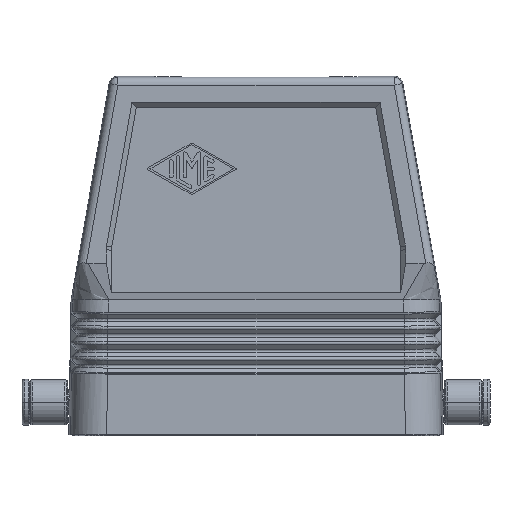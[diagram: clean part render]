
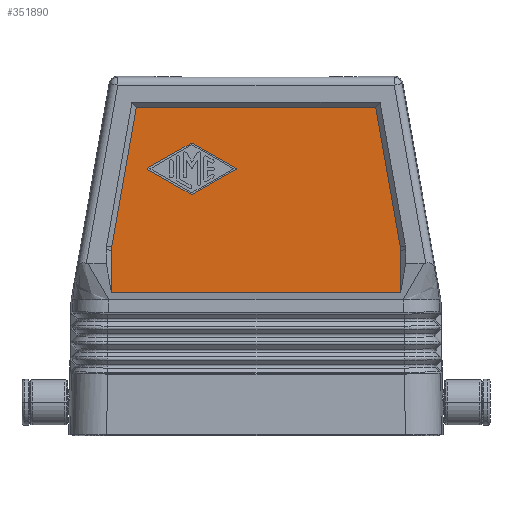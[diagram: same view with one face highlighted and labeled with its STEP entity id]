
A CAD part, left-side view. The second image highlights one B-rep face of the part: STEP entity #351890.
In plain terms, the highlighted planar face has unit normal (-1, 0, 0).
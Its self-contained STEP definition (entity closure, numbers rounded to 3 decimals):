
#175260=CARTESIAN_POINT('',(74.12,-0.695,
36.859));
#175270=VERTEX_POINT('',#175260);
#175450=CARTESIAN_POINT('',(74.12,-0.759,
36.123));
#175460=VERTEX_POINT('',#175450);
#175490=CARTESIAN_POINT('',(74.12,7.729,
35.752));
#175500=DIRECTION('',(1.,0.,0.));
#175510=DIRECTION('',(0.,0.996,-0.087));
#175520=AXIS2_PLACEMENT_3D('',#175490,#175500,#175510);
#175530=ELLIPSE('',#175520,8.504,6.002);
#175540=EDGE_CURVE('',#175270,#175460,#175530,.T.);
#203890=CARTESIAN_POINT('',(74.12,-0.759,
27.871));
#203900=VERTEX_POINT('',#203890);
#203930=CARTESIAN_POINT('',(74.12,-0.759,
34.229));
#203940=DIRECTION('',(0.,0.,1.));
#203950=VECTOR('',#203940,1.);
#203960=LINE('',#203930,#203950);
#203970=EDGE_CURVE('',#203900,#175460,#203960,.T.);
#259610=CARTESIAN_POINT('',(74.12,-1.158,
34.229));
#259620=DIRECTION('',(0.,0.174,0.985));
#259630=VECTOR('',#259620,1.);
#259640=LINE('',#259610,#259630);
#259650=CARTESIAN_POINT('',(74.12,4.087,
64.));
#259660=VERTEX_POINT('',#259650);
#259670=EDGE_CURVE('',#175270,#259660,#259640,.T.);
#349450=CARTESIAN_POINT('',(74.12,25.163,
64.));
#349460=DIRECTION('',(0.,1.,0.));
#349470=VECTOR('',#349460,1.);
#349480=LINE('',#349450,#349470);
#349490=CARTESIAN_POINT('',(74.12,50.734,
64.));
#349500=VERTEX_POINT('',#349490);
#349510=EDGE_CURVE('',#259660,#349500,#349480,.T.);
#349830=CARTESIAN_POINT('',(74.12,55.979,
34.229));
#349840=DIRECTION('',(0.,-0.174,0.985));
#349850=VECTOR('',#349840,1.);
#349860=LINE('',#349830,#349850);
#349870=CARTESIAN_POINT('',(74.12,55.515,
36.865));
#349880=VERTEX_POINT('',#349870);
#349890=EDGE_CURVE('',#349880,#349500,#349860,.T.);
#350510=CARTESIAN_POINT('',(74.12,55.579,
34.229));
#350520=DIRECTION('',(0.,-0.,1.));
#350530=VECTOR('',#350520,1.);
#350540=LINE('',#350510,#350530);
#350550=CARTESIAN_POINT('',(74.12,55.579,
27.871));
#350560=VERTEX_POINT('',#350550);
#350570=CARTESIAN_POINT('',(74.12,55.579,
36.129));
#350580=VERTEX_POINT('',#350570);
#350590=EDGE_CURVE('',#350560,#350580,#350540,.T.);
#350930=CARTESIAN_POINT('',(74.12,54.827,
50.993));
#350940=DIRECTION('',(1.,0.,0.));
#350950=DIRECTION('',(0.,1.,0.));
#350960=AXIS2_PLACEMENT_3D('',#350930,#350940,#350950);
#350970=PLANE('',#350960);
#350980=ORIENTED_EDGE('',*,*,#350590,.F.);
#350990=CARTESIAN_POINT('',(74.12,47.091,
35.758));
#351000=DIRECTION('',(1.,0.,0.));
#351010=DIRECTION('',(0.,0.996,0.087));
#351020=AXIS2_PLACEMENT_3D('',#350990,#351000,#351010);
#351030=ELLIPSE('',#351020,8.504,6.002);
#351040=EDGE_CURVE('',#350580,#349880,#351030,.T.);
#351050=ORIENTED_EDGE('',*,*,#351040,.F.);
#351060=ORIENTED_EDGE('',*,*,#349890,.F.);
#351070=ORIENTED_EDGE('',*,*,#349510,.T.);
#351080=ORIENTED_EDGE('',*,*,#259670,.T.);
#351090=ORIENTED_EDGE('',*,*,#175540,.F.);
#351100=ORIENTED_EDGE('',*,*,#203970,.T.);
#351110=CARTESIAN_POINT('',(74.12,25.163,
27.871));
#351120=DIRECTION('',(0.,1.,0.));
#351130=VECTOR('',#351120,1.);
#351140=LINE('',#351110,#351130);
#351150=EDGE_CURVE('',#203900,#350560,#351140,.T.);
#351160=ORIENTED_EDGE('',*,*,#351150,.F.);
#351170=EDGE_LOOP('',(#351160,#351100,#351090,#351080,#351070,#351060,
#351050,#350980));
#351180=FACE_OUTER_BOUND('',#351170,.T.);
#351190=CARTESIAN_POINT('',(74.12,25.163,
55.377));
#351200=DIRECTION('',(0.,-0.868,0.496));
#351210=VECTOR('',#351200,1.);
#351220=LINE('',#351190,#351210);
#351230=CARTESIAN_POINT('',(74.12,39.74,
47.044));
#351240=VERTEX_POINT('',#351230);
#351250=CARTESIAN_POINT('',(74.12,31.324,
51.855));
#351260=VERTEX_POINT('',#351250);
#351270=EDGE_CURVE('',#351240,#351260,#351220,.T.);
#351280=ORIENTED_EDGE('',*,*,#351270,.F.);
#351290=CARTESIAN_POINT('',(74.12,31.407,52.));
#351300=DIRECTION('',(-1.,0.,0.));
#351310=DIRECTION('',(0.,-1.,0.));
#351320=AXIS2_PLACEMENT_3D('',#351290,#351300,#351310);
#351330=CIRCLE('',#351320,0.167);
#351340=CARTESIAN_POINT('',(74.12,31.324,
52.145));
#351350=VERTEX_POINT('',#351340);
#351360=EDGE_CURVE('',#351260,#351350,#351330,.T.);
#351370=ORIENTED_EDGE('',*,*,#351360,.F.);
#351380=CARTESIAN_POINT('',(74.12,25.163,
48.623));
#351390=DIRECTION('',(0.,0.868,0.496));
#351400=VECTOR('',#351390,1.);
#351410=LINE('',#351380,#351400);
#351420=CARTESIAN_POINT('',(74.12,39.74,
56.956));
#351430=VERTEX_POINT('',#351420);
#351440=EDGE_CURVE('',#351350,#351430,#351410,.T.);
#351450=ORIENTED_EDGE('',*,*,#351440,.F.);
#351460=CARTESIAN_POINT('',(74.12,39.906,56.666));
#351470=DIRECTION('',(-1.,0.,0.));
#351480=DIRECTION('',(0.,-1.,0.));
#351490=AXIS2_PLACEMENT_3D('',#351460,#351470,#351480);
#351500=CIRCLE('',#351490,0.333);
#351510=CARTESIAN_POINT('',(74.12,40.071,
56.956));
#351520=VERTEX_POINT('',#351510);
#351530=EDGE_CURVE('',#351430,#351520,#351500,.T.);
#351540=ORIENTED_EDGE('',*,*,#351530,.F.);
#351550=CARTESIAN_POINT('',(74.12,25.163,
65.477));
#351560=DIRECTION('',(0.,0.868,-0.496));
#351570=VECTOR('',#351560,1.);
#351580=LINE('',#351550,#351570);
#351590=CARTESIAN_POINT('',(74.12,48.487,
52.145));
#351600=VERTEX_POINT('',#351590);
#351610=EDGE_CURVE('',#351520,#351600,#351580,.T.);
#351620=ORIENTED_EDGE('',*,*,#351610,.F.);
#351630=CARTESIAN_POINT('',(74.12,48.405,52.));
#351640=DIRECTION('',(-1.,0.,0.));
#351650=DIRECTION('',(0.,-1.,0.));
#351660=AXIS2_PLACEMENT_3D('',#351630,#351640,#351650);
#351670=CIRCLE('',#351660,0.167);
#351680=CARTESIAN_POINT('',(74.12,48.487,
51.855));
#351690=VERTEX_POINT('',#351680);
#351700=EDGE_CURVE('',#351600,#351690,#351670,.T.);
#351710=ORIENTED_EDGE('',*,*,#351700,.F.);
#351720=CARTESIAN_POINT('',(74.12,25.163,
38.523));
#351730=DIRECTION('',(0.,-0.868,-0.496));
#351740=VECTOR('',#351730,1.);
#351750=LINE('',#351720,#351740);
#351760=CARTESIAN_POINT('',(74.12,40.071,
47.044));
#351770=VERTEX_POINT('',#351760);
#351780=EDGE_CURVE('',#351690,#351770,#351750,.T.);
#351790=ORIENTED_EDGE('',*,*,#351780,.F.);
#351800=CARTESIAN_POINT('',(74.12,39.906,47.334));
#351810=DIRECTION('',(-1.,0.,0.));
#351820=DIRECTION('',(0.,-1.,0.));
#351830=AXIS2_PLACEMENT_3D('',#351800,#351810,#351820);
#351840=CIRCLE('',#351830,0.333);
#351850=EDGE_CURVE('',#351770,#351240,#351840,.T.);
#351860=ORIENTED_EDGE('',*,*,#351850,.F.);
#351870=EDGE_LOOP('',(#351860,#351790,#351710,#351620,#351540,#351450,
#351370,#351280));
#351880=FACE_BOUND('',#351870,.T.);
#351890=ADVANCED_FACE('',(#351180,#351880),#350970,.F.);
